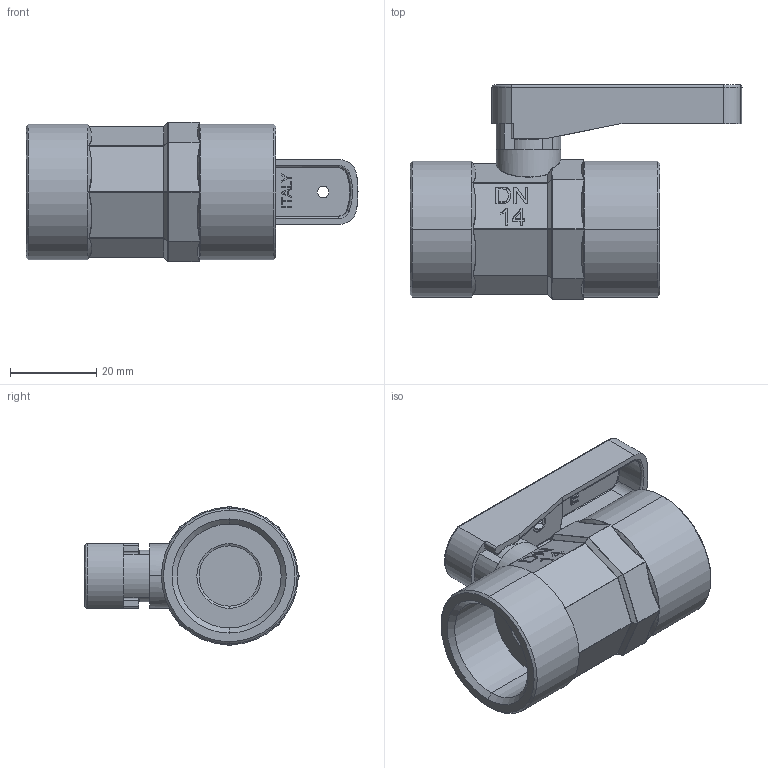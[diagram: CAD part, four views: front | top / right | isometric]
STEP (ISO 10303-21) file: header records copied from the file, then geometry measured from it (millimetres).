
FILE_DESCRIPTION (( 'STEP AP214' ), '1' );
FILE_NAME ('0640000055A.STEP', '2012-11-15T14:09:14', ( '' ), ( '' ), 'SwSTEP 2.0', 'SolidWorks 2012', '' );
FILE_SCHEMA (( 'AUTOMOTIVE_DESIGN' ));
Length unit declared in the file: millimetre
Products named in the file (1): 0640000055A
Bounding box: 77.1 x 49.73 x 32.46 mm (x, y, z)
Volume: 35238.4 mm3; surface area: 15039.3 mm2
Topology: 3 solids, 3 shells, 877 faces, 2296 edges, 1472 vertices
Faces by surface type: plane 433, bspline 244, cylinder 157, cone 43
Entity records: 42757 total; most frequent: CARTESIAN_POINT 17344, ORIENTED_EDGE 4576, DIRECTION 3249, EDGE_CURVE 2288, VERTEX_POINT 1472, VECTOR 1335, LINE 1335, AXIS2_PLACEMENT_3D 957
